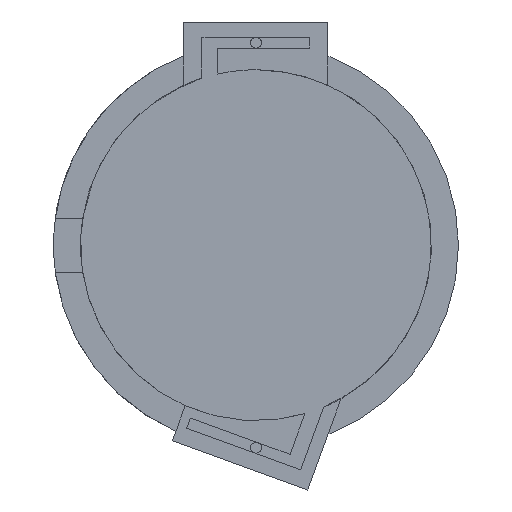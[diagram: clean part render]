
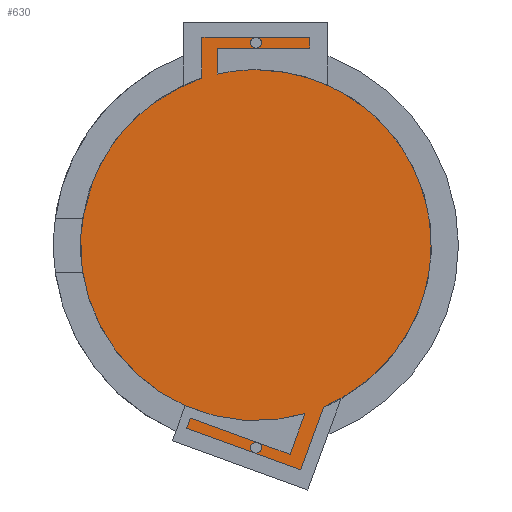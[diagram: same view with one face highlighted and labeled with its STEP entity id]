
A CAD part, front view. The second image highlights one B-rep face of the part: STEP entity #630.
In plain terms, the highlighted planar face has unit normal (0, -1, 0).
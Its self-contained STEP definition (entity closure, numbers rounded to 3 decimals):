
#22 = VERTEX_POINT ( 'NONE', #948 ) ;
#29 = DIRECTION ( 'NONE',  ( -0.342, 0., -0.94 ) ) ;
#42 = AXIS2_PLACEMENT_3D ( 'NONE', #360, #247, #585 ) ;
#54 = CARTESIAN_POINT ( 'NONE',  ( -3.649, 0., -9.603 ) ) ;
#57 = VERTEX_POINT ( 'NONE', #1317 ) ;
#104 = ORIENTED_EDGE ( 'NONE', *, *, #180, .T. ) ;
#145 = LINE ( 'NONE', #762, #411 ) ;
#153 = EDGE_CURVE ( 'NONE', #1248, #159, #546, .T. ) ;
#159 = VERTEX_POINT ( 'NONE', #1277 ) ;
#167 = CARTESIAN_POINT ( 'NONE',  ( -3., 0., 11.55 ) ) ;
#178 = PLANE ( 'NONE',  #287 ) ;
#180 = EDGE_CURVE ( 'NONE', #624, #952, #840, .T. ) ;
#184 = DIRECTION ( 'NONE',  ( 0., 0., 1. ) ) ;
#191 = DIRECTION ( 'NONE',  ( 0., 0., -1. ) ) ;
#202 = ORIENTED_EDGE ( 'NONE', *, *, #481, .T. ) ;
#211 = EDGE_CURVE ( 'NONE', #57, #420, #1116, .T. ) ;
#233 = EDGE_LOOP ( 'NONE', ( #318, #657, #104, #202, #968, #847, #1070, #794, #458, #697, #346, #784, #398 ) ) ;
#247 = DIRECTION ( 'NONE',  ( 0., 1., 0. ) ) ;
#263 = DIRECTION ( 'NONE',  ( 0., 1., 0. ) ) ;
#287 = AXIS2_PLACEMENT_3D ( 'NONE', #831, #837, #184 ) ;
#290 = CARTESIAN_POINT ( 'NONE',  ( -2.15, 0., 9.51 ) ) ;
#318 = ORIENTED_EDGE ( 'NONE', *, *, #375, .F. ) ;
#346 = ORIENTED_EDGE ( 'NONE', *, *, #590, .T. ) ;
#360 = CARTESIAN_POINT ( 'NONE',  ( 0., 0., 0. ) ) ;
#367 = CIRCLE ( 'NONE', #1214, 9.75 ) ;
#375 = EDGE_CURVE ( 'NONE', #651, #1248, #367, .T. ) ;
#387 = CARTESIAN_POINT ( 'NONE',  ( -3.854, 0., -10.166 ) ) ;
#397 = CARTESIAN_POINT ( 'NONE',  ( -3.649, 0., -9.603 ) ) ;
#398 = ORIENTED_EDGE ( 'NONE', *, *, #153, .F. ) ;
#404 = DIRECTION ( 'NONE',  ( 0.342, 0., 0.94 ) ) ;
#411 = VECTOR ( 'NONE', #1430, 1000. ) ;
#419 = CARTESIAN_POINT ( 'NONE',  ( -3., 0., 11.55 ) ) ;
#420 = VERTEX_POINT ( 'NONE', #397 ) ;
#437 = CARTESIAN_POINT ( 'NONE',  ( 0., 0., 0. ) ) ;
#444 = AXIS2_PLACEMENT_3D ( 'NONE', #912, #263, #1028 ) ;
#458 = ORIENTED_EDGE ( 'NONE', *, *, #211, .T. ) ;
#472 = DIRECTION ( 'NONE',  ( 0., 0., 1. ) ) ;
#481 = EDGE_CURVE ( 'NONE', #952, #675, #522, .T. ) ;
#492 = DIRECTION ( 'NONE',  ( -0.94, 0., 0.342 ) ) ;
#522 = LINE ( 'NONE', #812, #808 ) ;
#533 = DIRECTION ( 'NONE',  ( 0., 1., 0. ) ) ;
#536 = LINE ( 'NONE', #419, #1383 ) ;
#541 = EDGE_CURVE ( 'NONE', #651, #624, #740, .T. ) ;
#546 = CIRCLE ( 'NONE', #42, 9.75 ) ;
#579 = CARTESIAN_POINT ( 'NONE',  ( -3.649, 0., -9.603 ) ) ;
#585 = DIRECTION ( 'NONE',  ( 0., 0., 1. ) ) ;
#589 = DIRECTION ( 'NONE',  ( 0., 0., 1. ) ) ;
#590 = EDGE_CURVE ( 'NONE', #860, #710, #921, .T. ) ;
#600 = LINE ( 'NONE', #721, #1152 ) ;
#624 = VERTEX_POINT ( 'NONE', #1387 ) ;
#630 = ADVANCED_FACE ( 'NONE', ( #1361 ), #178, .F. ) ;
#651 = VERTEX_POINT ( 'NONE', #290 ) ;
#657 = ORIENTED_EDGE ( 'NONE', *, *, #541, .T. ) ;
#675 = VERTEX_POINT ( 'NONE', #806 ) ;
#694 = EDGE_CURVE ( 'NONE', #22, #1135, #1288, .T. ) ;
#697 = ORIENTED_EDGE ( 'NONE', *, *, #1342, .T. ) ;
#706 = CARTESIAN_POINT ( 'NONE',  ( 3., 0., 10.95 ) ) ;
#707 = VECTOR ( 'NONE', #589, 1000. ) ;
#710 = VERTEX_POINT ( 'NONE', #811 ) ;
#721 = CARTESIAN_POINT ( 'NONE',  ( 2.488, 0., -12.475 ) ) ;
#735 = CARTESIAN_POINT ( 'NONE',  ( -3.854, 0., -10.166 ) ) ;
#740 = LINE ( 'NONE', #913, #707 ) ;
#747 = VERTEX_POINT ( 'NONE', #167 ) ;
#762 = CARTESIAN_POINT ( 'NONE',  ( -3., 0., 11.55 ) ) ;
#784 = ORIENTED_EDGE ( 'NONE', *, *, #795, .T. ) ;
#794 = ORIENTED_EDGE ( 'NONE', *, *, #1203, .T. ) ;
#795 = EDGE_CURVE ( 'NONE', #710, #159, #600, .T. ) ;
#802 = VECTOR ( 'NONE', #1244, 1000. ) ;
#806 = CARTESIAN_POINT ( 'NONE',  ( 3., 0., 11.55 ) ) ;
#808 = VECTOR ( 'NONE', #472, 1000. ) ;
#811 = CARTESIAN_POINT ( 'NONE',  ( 2.488, 0., -12.475 ) ) ;
#812 = CARTESIAN_POINT ( 'NONE',  ( 3., 0., 10.95 ) ) ;
#831 = CARTESIAN_POINT ( 'NONE',  ( 0., 0., 0. ) ) ;
#832 = VECTOR ( 'NONE', #492, 1000. ) ;
#837 = DIRECTION ( 'NONE',  ( 0., 1., 0. ) ) ;
#840 = LINE ( 'NONE', #706, #802 ) ;
#841 = EDGE_CURVE ( 'NONE', #747, #1135, #536, .T. ) ;
#842 = VECTOR ( 'NONE', #1257, 1000. ) ;
#847 = ORIENTED_EDGE ( 'NONE', *, *, #841, .T. ) ;
#860 = VERTEX_POINT ( 'NONE', #735 ) ;
#869 = VECTOR ( 'NONE', #29, 1000. ) ;
#894 = CARTESIAN_POINT ( 'NONE',  ( -3., 0., 9.277 ) ) ;
#912 = CARTESIAN_POINT ( 'NONE',  ( 0., 0., 0. ) ) ;
#913 = CARTESIAN_POINT ( 'NONE',  ( -2.15, 0., 10.95 ) ) ;
#921 = LINE ( 'NONE', #387, #842 ) ;
#948 = CARTESIAN_POINT ( 'NONE',  ( 2.716, 0., -9.364 ) ) ;
#952 = VERTEX_POINT ( 'NONE', #1194 ) ;
#968 = ORIENTED_EDGE ( 'NONE', *, *, #981, .T. ) ;
#981 = EDGE_CURVE ( 'NONE', #675, #747, #145, .T. ) ;
#992 = CARTESIAN_POINT ( 'NONE',  ( 1.895, 0., -11.62 ) ) ;
#1028 = DIRECTION ( 'NONE',  ( 0., 0., 1. ) ) ;
#1070 = ORIENTED_EDGE ( 'NONE', *, *, #694, .F. ) ;
#1079 = VECTOR ( 'NONE', #1097, 1000. ) ;
#1097 = DIRECTION ( 'NONE',  ( -0.342, 0., -0.94 ) ) ;
#1116 = LINE ( 'NONE', #54, #832 ) ;
#1135 = VERTEX_POINT ( 'NONE', #894 ) ;
#1152 = VECTOR ( 'NONE', #404, 1000. ) ;
#1170 = LINE ( 'NONE', #579, #869 ) ;
#1190 = DIRECTION ( 'NONE',  ( 0., 0., 1. ) ) ;
#1194 = CARTESIAN_POINT ( 'NONE',  ( 3., 0., 10.95 ) ) ;
#1203 = EDGE_CURVE ( 'NONE', #22, #57, #1347, .T. ) ;
#1214 = AXIS2_PLACEMENT_3D ( 'NONE', #437, #533, #1190 ) ;
#1244 = DIRECTION ( 'NONE',  ( 1., 0., 0. ) ) ;
#1248 = VERTEX_POINT ( 'NONE', #1325 ) ;
#1257 = DIRECTION ( 'NONE',  ( 0.94, 0., -0.342 ) ) ;
#1277 = CARTESIAN_POINT ( 'NONE',  ( 3.754, 0., -8.998 ) ) ;
#1288 = CIRCLE ( 'NONE', #444, 9.75 ) ;
#1317 = CARTESIAN_POINT ( 'NONE',  ( 1.895, 0., -11.62 ) ) ;
#1325 = CARTESIAN_POINT ( 'NONE',  ( 0., 0., 9.75 ) ) ;
#1342 = EDGE_CURVE ( 'NONE', #420, #860, #1170, .T. ) ;
#1347 = LINE ( 'NONE', #992, #1079 ) ;
#1361 = FACE_OUTER_BOUND ( 'NONE', #233, .T. ) ;
#1383 = VECTOR ( 'NONE', #191, 1000. ) ;
#1387 = CARTESIAN_POINT ( 'NONE',  ( -2.15, 0., 10.95 ) ) ;
#1430 = DIRECTION ( 'NONE',  ( -1., 0., 0. ) ) ;
